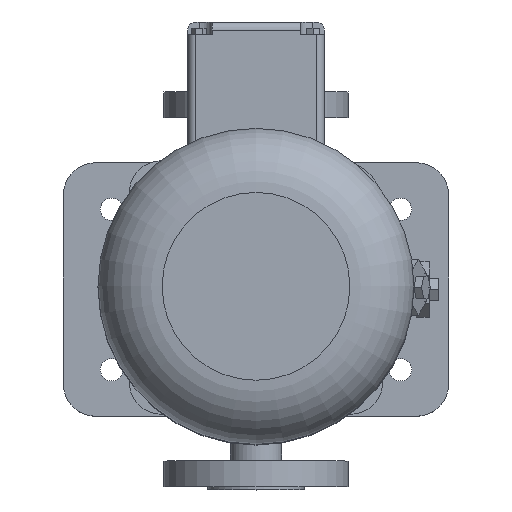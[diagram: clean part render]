
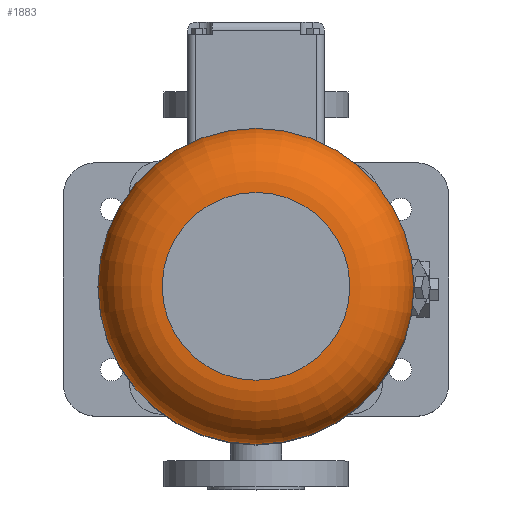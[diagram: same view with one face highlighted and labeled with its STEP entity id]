
A CAD part, top view. The second image highlights one B-rep face of the part: STEP entity #1883.
In plain terms, the highlighted toroidal (fillet/blend) face has major radius 58.5 mm and minor radius 40 mm.
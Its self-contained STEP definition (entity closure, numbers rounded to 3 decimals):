
#1883=ADVANCED_FACE('',(#5924,#5926),#5928,.T.);
#5924=FACE_OUTER_BOUND('',#5925,.T.);
#5925=EDGE_LOOP('',(#9455));
#5926=FACE_OUTER_BOUND('',#5927,.T.);
#5927=EDGE_LOOP('',(#9456));
#5928=TOROIDAL_SURFACE('',#5929,58.5,40.);
#5929=AXIS2_PLACEMENT_3D('',#5930,#5931,#5932);
#5930=CARTESIAN_POINT('',(0.,0.,1118.));
#5931=DIRECTION('',(0.,0.,-1.));
#5932=DIRECTION('',(0.,1.,0.));
#9455=ORIENTED_EDGE('',*,*,#11498,.F.);
#9456=ORIENTED_EDGE('',*,*,#11500,.T.);
#11498=EDGE_CURVE('',#13337,#13337,#13338,.T.);
#11500=EDGE_CURVE('',#13341,#13341,#13342,.T.);
#13337=VERTEX_POINT('',#17021);
#13338=CIRCLE('',#17022,98.5);
#13341=VERTEX_POINT('',#17031);
#13342=CIRCLE('',#17032,58.5);
#17021=CARTESIAN_POINT('',(0.,98.5,1118.));
#17022=AXIS2_PLACEMENT_3D('',#17023,#17024,#17025);
#17023=CARTESIAN_POINT('',(0.,0.,1118.));
#17024=DIRECTION('',(0.,0.,-1.));
#17025=DIRECTION('',(0.,1.,0.));
#17031=CARTESIAN_POINT('',(0.,58.5,1158.));
#17032=AXIS2_PLACEMENT_3D('',#17033,#17034,#17035);
#17033=CARTESIAN_POINT('',(0.,0.,1158.));
#17034=DIRECTION('',(0.,0.,-1.));
#17035=DIRECTION('',(0.,1.,0.));
